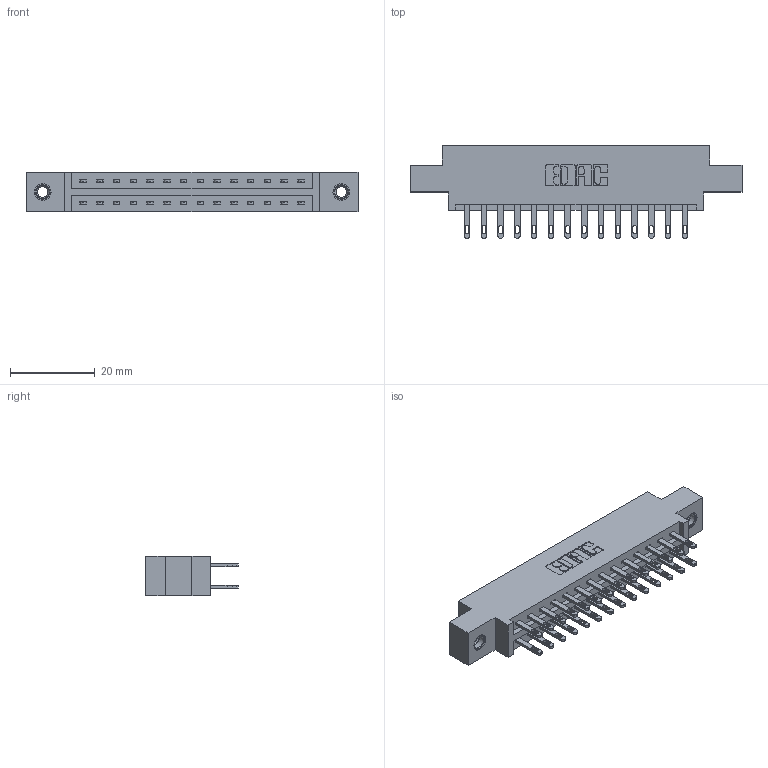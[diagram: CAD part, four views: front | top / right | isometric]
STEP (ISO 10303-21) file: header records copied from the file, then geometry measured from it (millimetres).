
FILE_DESCRIPTION (( 'STEP AP203' ), '1' );
FILE_NAME ('337-028-500-807.STEP', '2018-08-06T08:58:34', ( '' ), ( '' ), 'SwSTEP 2.0', 'SolidWorks 2016', '' );
FILE_SCHEMA (( 'CONFIG_CONTROL_DESIGN' ));
Length unit declared in the file: inch
Products named in the file (4): 337 Part_0.170 Offset - 0.156 Dia-TI; 345-292-001_345-293-100; 345-250-001_345-250-005-103; 337-028-500-807
Assembly tree (31 placements, depth 2):
  337-028-500-807
    337 Part_0.170 Offset - 0.156 Dia-TI
    345-292-001_345-293-100  x28
    345-250-001_345-250-005-103  x2
Bounding box: 78.49 x 21.85 x 9.4 mm (x, y, z)
Volume: 7853.3 mm3; surface area: 9060.7 mm2
Topology: 31 solids, 31 shells, 1578 faces, 4743 edges, 3154 vertices
Faces by surface type: plane 1002, cylinder 560, cone 12, torus 4
Entity records: 15724 total; most frequent: CARTESIAN_POINT 2653, ORIENTED_EDGE 2582, DIRECTION 2341, EDGE_CURVE 1291, LINE 1139, VECTOR 1139, VERTEX_POINT 856, AXIS2_PLACEMENT_3D 601
